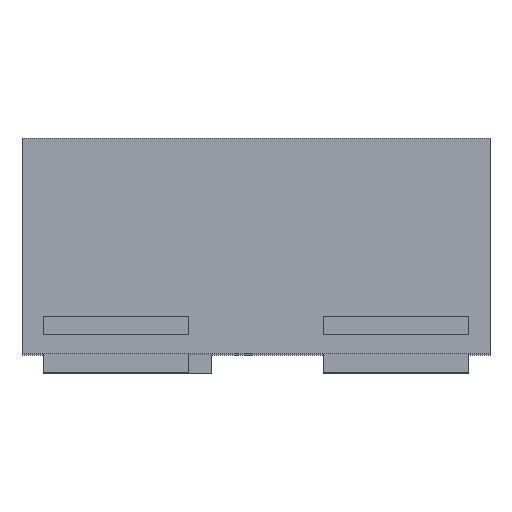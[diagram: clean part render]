
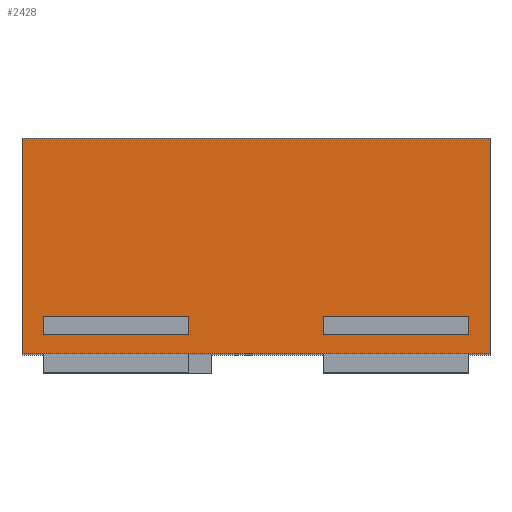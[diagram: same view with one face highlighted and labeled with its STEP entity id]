
A CAD part, top view. The second image highlights one B-rep face of the part: STEP entity #2428.
In plain terms, the highlighted planar face has unit normal (0, 0, 1).
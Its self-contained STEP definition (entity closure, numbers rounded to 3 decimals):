
#41 = VERTEX_POINT ( 'NONE', #6349 ) ;
#144 = VECTOR ( 'NONE', #3916, 1000. ) ;
#181 = VERTEX_POINT ( 'NONE', #4078 ) ;
#274 = DIRECTION ( 'NONE',  ( -1., 0., 0. ) ) ;
#368 = ORIENTED_EDGE ( 'NONE', *, *, #653, .T. ) ;
#442 = CARTESIAN_POINT ( 'NONE',  ( -0.145, 0.12, 0.975 ) ) ;
#548 = VECTOR ( 'NONE', #1029, 1000. ) ;
#582 = DIRECTION ( 'NONE',  ( 0., -1., 0. ) ) ;
#591 = VERTEX_POINT ( 'NONE', #4259 ) ;
#653 = EDGE_CURVE ( 'NONE', #1888, #5132, #2978, .T. ) ;
#968 = DIRECTION ( 'NONE',  ( 0., -1., 0. ) ) ;
#1027 = ORIENTED_EDGE ( 'NONE', *, *, #2851, .T. ) ;
#1029 = DIRECTION ( 'NONE',  ( 1., 0., 0. ) ) ;
#1045 = ORIENTED_EDGE ( 'NONE', *, *, #1144, .T. ) ;
#1060 = CARTESIAN_POINT ( 'NONE',  ( -0.5, 0.04, 0.975 ) ) ;
#1144 = EDGE_CURVE ( 'NONE', #2617, #1888, #4598, .T. ) ;
#1285 = VECTOR ( 'NONE', #274, 1000. ) ;
#1362 = CARTESIAN_POINT ( 'NONE',  ( 0.455, 0.08, 0.975 ) ) ;
#1481 = DIRECTION ( 'NONE',  ( 0., 1., 0. ) ) ;
#1589 = CARTESIAN_POINT ( 'NONE',  ( -0.455, 0.12, 0.975 ) ) ;
#1609 = VECTOR ( 'NONE', #3813, 1000. ) ;
#1687 = ORIENTED_EDGE ( 'NONE', *, *, #3683, .T. ) ;
#1792 = CARTESIAN_POINT ( 'NONE',  ( -0.455, 0.12, 0.975 ) ) ;
#1856 = LINE ( 'NONE', #5968, #3746 ) ;
#1882 = VERTEX_POINT ( 'NONE', #5398 ) ;
#1884 = PLANE ( 'NONE',  #6175 ) ;
#1888 = VERTEX_POINT ( 'NONE', #6445 ) ;
#1993 = CARTESIAN_POINT ( 'NONE',  ( -0.5, 0.5, 0.975 ) ) ;
#2022 = LINE ( 'NONE', #1993, #144 ) ;
#2028 = EDGE_CURVE ( 'NONE', #591, #4087, #3492, .T. ) ;
#2058 = CARTESIAN_POINT ( 'NONE',  ( 0.5, 0.04, 0.975 ) ) ;
#2130 = ORIENTED_EDGE ( 'NONE', *, *, #5391, .T. ) ;
#2157 = LINE ( 'NONE', #4726, #4572 ) ;
#2240 = VERTEX_POINT ( 'NONE', #2058 ) ;
#2404 = VECTOR ( 'NONE', #968, 1000. ) ;
#2407 = EDGE_CURVE ( 'NONE', #2892, #2240, #2157, .T. ) ;
#2420 = CARTESIAN_POINT ( 'NONE',  ( 0.145, 0.08, 0.975 ) ) ;
#2428 = ADVANCED_FACE ( 'NONE', ( #3311, #3907, #5341 ), #1884, .F. ) ;
#2617 = VERTEX_POINT ( 'NONE', #3471 ) ;
#2676 = ORIENTED_EDGE ( 'NONE', *, *, #6136, .F. ) ;
#2715 = DIRECTION ( 'NONE',  ( 0., -1., 0. ) ) ;
#2800 = CARTESIAN_POINT ( 'NONE',  ( 0.5, 0.5, 0.975 ) ) ;
#2851 = EDGE_CURVE ( 'NONE', #4087, #4457, #4277, .T. ) ;
#2892 = VERTEX_POINT ( 'NONE', #2800 ) ;
#2978 = LINE ( 'NONE', #3378, #3198 ) ;
#3140 = EDGE_CURVE ( 'NONE', #1882, #41, #4563, .T. ) ;
#3160 = ORIENTED_EDGE ( 'NONE', *, *, #5280, .T. ) ;
#3198 = VECTOR ( 'NONE', #4980, 1000. ) ;
#3213 = VECTOR ( 'NONE', #2715, 1000. ) ;
#3311 = FACE_BOUND ( 'NONE', #4746, .T. ) ;
#3378 = CARTESIAN_POINT ( 'NONE',  ( -0.455, 0.08, 0.975 ) ) ;
#3416 = ORIENTED_EDGE ( 'NONE', *, *, #2407, .F. ) ;
#3438 = CARTESIAN_POINT ( 'NONE',  ( -0.5, 3.191, 0.975 ) ) ;
#3471 = CARTESIAN_POINT ( 'NONE',  ( -0.145, 0.08, 0.975 ) ) ;
#3492 = LINE ( 'NONE', #1362, #2404 ) ;
#3683 = EDGE_CURVE ( 'NONE', #41, #2240, #4629, .T. ) ;
#3718 = CARTESIAN_POINT ( 'NONE',  ( -0.145, 0.08, 0.975 ) ) ;
#3746 = VECTOR ( 'NONE', #5533, 1000. ) ;
#3801 = CARTESIAN_POINT ( 'NONE',  ( 0.455, 0.08, 0.975 ) ) ;
#3813 = DIRECTION ( 'NONE',  ( 1., 0., 0. ) ) ;
#3907 = FACE_BOUND ( 'NONE', #4427, .T. ) ;
#3916 = DIRECTION ( 'NONE',  ( 1., 0., 0. ) ) ;
#3962 = VECTOR ( 'NONE', #1481, 1000. ) ;
#4073 = CARTESIAN_POINT ( 'NONE',  ( 0.455, 0.08, 0.975 ) ) ;
#4078 = CARTESIAN_POINT ( 'NONE',  ( 0.145, 0.12, 0.975 ) ) ;
#4087 = VERTEX_POINT ( 'NONE', #4073 ) ;
#4097 = CARTESIAN_POINT ( 'NONE',  ( -0.455, 0.08, 0.975 ) ) ;
#4144 = VERTEX_POINT ( 'NONE', #442 ) ;
#4215 = ORIENTED_EDGE ( 'NONE', *, *, #2028, .T. ) ;
#4223 = DIRECTION ( 'NONE',  ( 0., -1., 0. ) ) ;
#4259 = CARTESIAN_POINT ( 'NONE',  ( 0.455, 0.12, 0.975 ) ) ;
#4277 = LINE ( 'NONE', #3801, #1285 ) ;
#4427 = EDGE_LOOP ( 'NONE', ( #368, #4931, #3160, #1045 ) ) ;
#4457 = VERTEX_POINT ( 'NONE', #2420 ) ;
#4543 = CARTESIAN_POINT ( 'NONE',  ( 0.145, 0.08, 0.975 ) ) ;
#4563 = LINE ( 'NONE', #6099, #6390 ) ;
#4572 = VECTOR ( 'NONE', #4223, 1000. ) ;
#4598 = LINE ( 'NONE', #4097, #6210 ) ;
#4629 = LINE ( 'NONE', #1060, #548 ) ;
#4726 = CARTESIAN_POINT ( 'NONE',  ( 0.5, 3.191, 0.975 ) ) ;
#4746 = EDGE_LOOP ( 'NONE', ( #4215, #1027, #5546, #2130 ) ) ;
#4865 = EDGE_CURVE ( 'NONE', #5132, #4144, #6352, .T. ) ;
#4931 = ORIENTED_EDGE ( 'NONE', *, *, #4865, .T. ) ;
#4980 = DIRECTION ( 'NONE',  ( 0., 1., 0. ) ) ;
#5042 = EDGE_LOOP ( 'NONE', ( #2676, #6350, #1687, #3416 ) ) ;
#5132 = VERTEX_POINT ( 'NONE', #1589 ) ;
#5280 = EDGE_CURVE ( 'NONE', #4144, #2617, #6409, .T. ) ;
#5341 = FACE_OUTER_BOUND ( 'NONE', #5042, .T. ) ;
#5391 = EDGE_CURVE ( 'NONE', #181, #591, #1856, .T. ) ;
#5394 = DIRECTION ( 'NONE',  ( 0., 0., -1. ) ) ;
#5398 = CARTESIAN_POINT ( 'NONE',  ( -0.5, 0.5, 0.975 ) ) ;
#5533 = DIRECTION ( 'NONE',  ( 1., 0., 0. ) ) ;
#5546 = ORIENTED_EDGE ( 'NONE', *, *, #6375, .T. ) ;
#5968 = CARTESIAN_POINT ( 'NONE',  ( 0.455, 0.12, 0.975 ) ) ;
#6074 = LINE ( 'NONE', #4543, #3962 ) ;
#6099 = CARTESIAN_POINT ( 'NONE',  ( -0.5, 3.191, 0.975 ) ) ;
#6124 = DIRECTION ( 'NONE',  ( -1., 0., 0. ) ) ;
#6136 = EDGE_CURVE ( 'NONE', #1882, #2892, #2022, .T. ) ;
#6175 = AXIS2_PLACEMENT_3D ( 'NONE', #3438, #5394, #6474 ) ;
#6210 = VECTOR ( 'NONE', #6124, 1000. ) ;
#6349 = CARTESIAN_POINT ( 'NONE',  ( -0.5, 0.04, 0.975 ) ) ;
#6350 = ORIENTED_EDGE ( 'NONE', *, *, #3140, .T. ) ;
#6352 = LINE ( 'NONE', #1792, #1609 ) ;
#6375 = EDGE_CURVE ( 'NONE', #4457, #181, #6074, .T. ) ;
#6390 = VECTOR ( 'NONE', #582, 1000. ) ;
#6409 = LINE ( 'NONE', #3718, #3213 ) ;
#6445 = CARTESIAN_POINT ( 'NONE',  ( -0.455, 0.08, 0.975 ) ) ;
#6474 = DIRECTION ( 'NONE',  ( 0., -1., 0. ) ) ;
